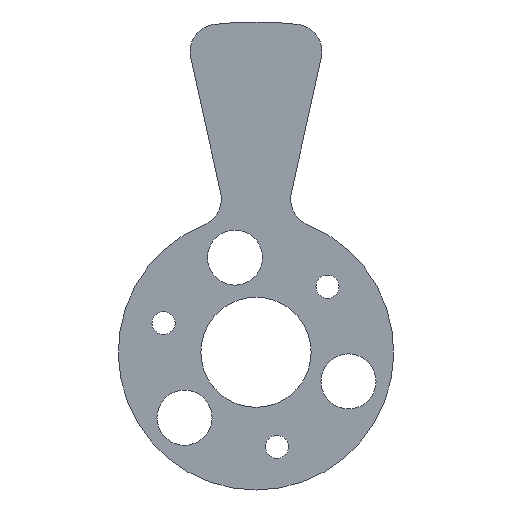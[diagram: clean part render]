
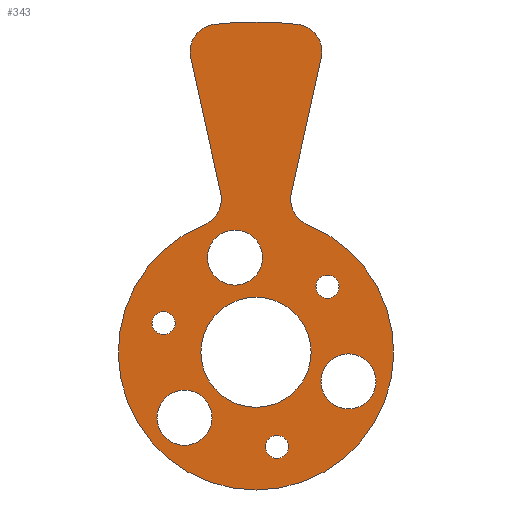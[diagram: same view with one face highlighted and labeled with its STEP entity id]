
A CAD part, left-side view. The second image highlights one B-rep face of the part: STEP entity #343.
In plain terms, the highlighted planar face has unit normal (-1, 0, 0).
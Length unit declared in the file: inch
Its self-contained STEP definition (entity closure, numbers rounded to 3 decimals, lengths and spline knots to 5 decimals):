
#26=FACE_BOUND('',#78,.T.);
#27=FACE_BOUND('',#79,.T.);
#28=FACE_BOUND('',#80,.T.);
#29=FACE_BOUND('',#81,.T.);
#30=FACE_BOUND('',#82,.T.);
#31=FACE_BOUND('',#83,.T.);
#32=FACE_BOUND('',#84,.T.);
#36=PLANE('',#401);
#53=FACE_OUTER_BOUND('',#77,.T.);
#77=EDGE_LOOP('',(#299,#300,#301,#302,#303,#304,#305,#306));
#78=EDGE_LOOP('',(#307));
#79=EDGE_LOOP('',(#308));
#80=EDGE_LOOP('',(#309));
#81=EDGE_LOOP('',(#310));
#82=EDGE_LOOP('',(#311));
#83=EDGE_LOOP('',(#312));
#84=EDGE_LOOP('',(#313));
#89=LINE('',#530,#108);
#103=LINE('',#606,#122);
#108=VECTOR('',#419,0.3937);
#122=VECTOR('',#509,0.3937);
#124=CIRCLE('',#361,0.125);
#126=CIRCLE('',#365,0.125);
#127=CIRCLE('',#367,0.625);
#129=CIRCLE('',#370,0.125);
#132=CIRCLE('',#374,1.5);
#141=CIRCLE('',#385,0.125);
#142=CIRCLE('',#387,0.0525);
#143=CIRCLE('',#389,0.125);
#144=CIRCLE('',#391,0.0525);
#145=CIRCLE('',#393,0.125);
#146=CIRCLE('',#395,0.0525);
#147=CIRCLE('',#397,0.25);
#148=CIRCLE('',#399,0.125);
#151=VERTEX_POINT('',#520);
#152=VERTEX_POINT('',#522);
#154=VERTEX_POINT('',#528);
#157=VERTEX_POINT('',#535);
#158=VERTEX_POINT('',#537);
#159=VERTEX_POINT('',#544);
#162=VERTEX_POINT('',#552);
#171=VERTEX_POINT('',#574);
#172=VERTEX_POINT('',#578);
#173=VERTEX_POINT('',#582);
#174=VERTEX_POINT('',#586);
#175=VERTEX_POINT('',#590);
#176=VERTEX_POINT('',#594);
#177=VERTEX_POINT('',#598);
#178=VERTEX_POINT('',#602);
#181=EDGE_CURVE('',#151,#152,#124,.T.);
#185=EDGE_CURVE('',#151,#154,#89,.T.);
#188=EDGE_CURVE('',#157,#158,#126,.T.);
#190=EDGE_CURVE('',#157,#152,#127,.T.);
#192=EDGE_CURVE('',#159,#154,#129,.T.);
#197=EDGE_CURVE('',#159,#162,#132,.T.);
#207=EDGE_CURVE('',#171,#162,#141,.T.);
#209=EDGE_CURVE('',#172,#172,#142,.T.);
#211=EDGE_CURVE('',#173,#173,#143,.T.);
#213=EDGE_CURVE('',#174,#174,#144,.T.);
#215=EDGE_CURVE('',#175,#175,#145,.T.);
#217=EDGE_CURVE('',#176,#176,#146,.T.);
#219=EDGE_CURVE('',#177,#177,#147,.T.);
#221=EDGE_CURVE('',#178,#178,#148,.T.);
#223=EDGE_CURVE('',#171,#158,#103,.T.);
#299=ORIENTED_EDGE('',*,*,#192,.F.);
#300=ORIENTED_EDGE('',*,*,#197,.T.);
#301=ORIENTED_EDGE('',*,*,#207,.F.);
#302=ORIENTED_EDGE('',*,*,#223,.T.);
#303=ORIENTED_EDGE('',*,*,#188,.F.);
#304=ORIENTED_EDGE('',*,*,#190,.T.);
#305=ORIENTED_EDGE('',*,*,#181,.F.);
#306=ORIENTED_EDGE('',*,*,#185,.T.);
#307=ORIENTED_EDGE('',*,*,#221,.T.);
#308=ORIENTED_EDGE('',*,*,#219,.T.);
#309=ORIENTED_EDGE('',*,*,#217,.T.);
#310=ORIENTED_EDGE('',*,*,#215,.T.);
#311=ORIENTED_EDGE('',*,*,#213,.T.);
#312=ORIENTED_EDGE('',*,*,#211,.T.);
#313=ORIENTED_EDGE('',*,*,#209,.T.);
#343=ADVANCED_FACE('',(#53,#26,#27,#28,#29,#30,#31,#32),#36,.T.);
#361=AXIS2_PLACEMENT_3D('',#523,#412,#413);
#365=AXIS2_PLACEMENT_3D('',#538,#425,#426);
#367=AXIS2_PLACEMENT_3D('',#541,#430,#431);
#370=AXIS2_PLACEMENT_3D('',#545,#436,#437);
#374=AXIS2_PLACEMENT_3D('',#554,#446,#447);
#385=AXIS2_PLACEMENT_3D('',#575,#469,#470);
#387=AXIS2_PLACEMENT_3D('',#579,#474,#475);
#389=AXIS2_PLACEMENT_3D('',#583,#479,#480);
#391=AXIS2_PLACEMENT_3D('',#587,#484,#485);
#393=AXIS2_PLACEMENT_3D('',#591,#489,#490);
#395=AXIS2_PLACEMENT_3D('',#595,#494,#495);
#397=AXIS2_PLACEMENT_3D('',#599,#499,#500);
#399=AXIS2_PLACEMENT_3D('',#603,#504,#505);
#401=AXIS2_PLACEMENT_3D('',#607,#510,#511);
#412=DIRECTION('center_axis',(-1.,0.,0.));
#413=DIRECTION('ref_axis',(0.,0.885,-0.465));
#419=DIRECTION('',(0.,-0.216,0.976));
#425=DIRECTION('center_axis',(-1.,0.,0.));
#426=DIRECTION('ref_axis',(0.,-0.885,-0.465));
#430=DIRECTION('center_axis',(-1.,0.,0.));
#431=DIRECTION('ref_axis',(0.,-1.,0.));
#436=DIRECTION('center_axis',(1.,0.,0.));
#437=DIRECTION('ref_axis',(0.,-0.818,0.575));
#446=DIRECTION('center_axis',(-1.,0.,0.));
#447=DIRECTION('ref_axis',(0.,-0.216,0.976));
#469=DIRECTION('center_axis',(1.,0.,0.));
#470=DIRECTION('ref_axis',(0.,0.818,0.575));
#474=DIRECTION('center_axis',(1.,0.,0.));
#475=DIRECTION('ref_axis',(0.,-1.,0.));
#479=DIRECTION('center_axis',(1.,0.,0.));
#480=DIRECTION('ref_axis',(0.,-1.,0.));
#484=DIRECTION('center_axis',(1.,0.,0.));
#485=DIRECTION('ref_axis',(0.,-1.,0.));
#489=DIRECTION('center_axis',(1.,0.,0.));
#490=DIRECTION('ref_axis',(0.,-1.,0.));
#494=DIRECTION('center_axis',(1.,0.,0.));
#495=DIRECTION('ref_axis',(0.,-1.,0.));
#499=DIRECTION('center_axis',(1.,0.,0.));
#500=DIRECTION('ref_axis',(0.,-1.,0.));
#504=DIRECTION('center_axis',(1.,0.,0.));
#505=DIRECTION('ref_axis',(0.,-1.,0.));
#509=DIRECTION('',(0.,-0.216,-0.976));
#510=DIRECTION('center_axis',(-1.,0.,0.));
#511=DIRECTION('ref_axis',(0.,-1.,0.));
#520=CARTESIAN_POINT('',(-0.0625,-0.16006,0.72198));
#522=CARTESIAN_POINT('',(-0.0625,-0.23508,0.5791));
#523=CARTESIAN_POINT('Origin',(-0.0625,-0.2821,0.69493));
#528=CARTESIAN_POINT('',(-0.0625,-0.29637,1.33685));
#530=CARTESIAN_POINT('',(-0.0625,0.,0.));
#535=CARTESIAN_POINT('',(-0.0625,0.23508,0.5791));
#537=CARTESIAN_POINT('',(-0.0625,0.16006,0.72198));
#538=CARTESIAN_POINT('Origin',(-0.0625,0.2821,0.69493));
#541=CARTESIAN_POINT('Origin',(-0.0625,0.,0.));
#544=CARTESIAN_POINT('',(-0.0625,-0.19018,1.48789));
#545=CARTESIAN_POINT('Origin',(-0.0625,-0.17434,1.3639));
#552=CARTESIAN_POINT('',(-0.0625,0.19018,1.48789));
#554=CARTESIAN_POINT('Origin',(-0.0625,0.,0.));
#574=CARTESIAN_POINT('',(-0.0625,0.29637,1.33685));
#575=CARTESIAN_POINT('Origin',(-0.0625,0.17434,1.3639));
#578=CARTESIAN_POINT('',(-0.0625,-0.04273,-0.42957));
#579=CARTESIAN_POINT('Origin',(-0.0625,-0.09523,-0.42957));
#582=CARTESIAN_POINT('',(-0.0625,-0.29464,-0.13231));
#583=CARTESIAN_POINT('Origin',(-0.0625,-0.41964,-0.13231));
#586=CARTESIAN_POINT('',(-0.0625,-0.2719,0.29726));
#587=CARTESIAN_POINT('Origin',(-0.0625,-0.3244,0.29726));
#590=CARTESIAN_POINT('',(-0.0625,0.22023,0.42957));
#591=CARTESIAN_POINT('Origin',(-0.0625,0.09523,0.42957));
#594=CARTESIAN_POINT('',(-0.0625,0.47214,0.13231));
#595=CARTESIAN_POINT('Origin',(-0.0625,0.41964,0.13231));
#598=CARTESIAN_POINT('',(-0.0625,0.25,0.));
#599=CARTESIAN_POINT('Origin',(-0.0625,0.,0.));
#602=CARTESIAN_POINT('',(-0.0625,0.4494,-0.29726));
#603=CARTESIAN_POINT('Origin',(-0.0625,0.3244,-0.29726));
#606=CARTESIAN_POINT('',(-0.0625,0.,0.));
#607=CARTESIAN_POINT('Origin',(-0.0625,0.,0.4375));
